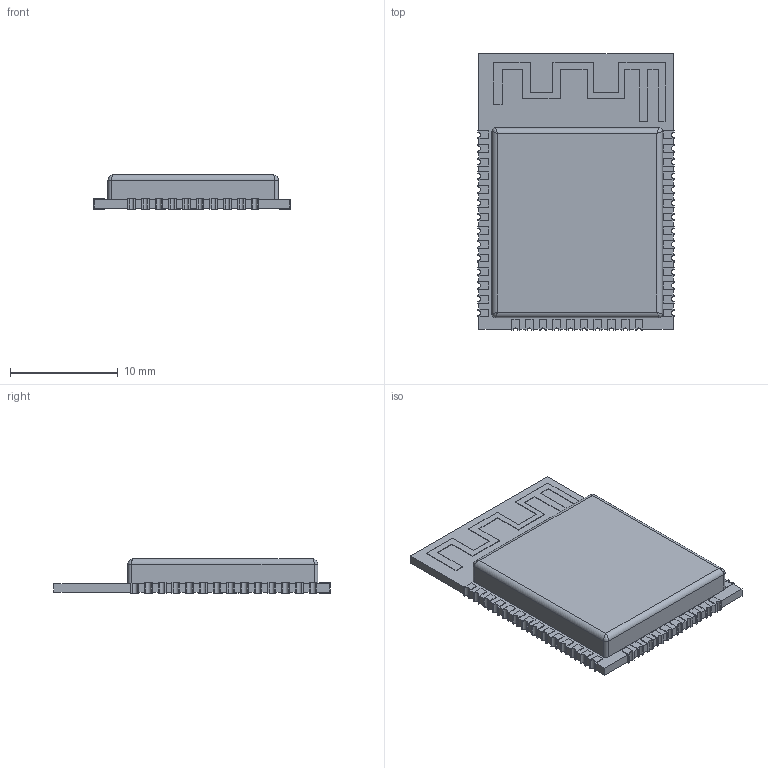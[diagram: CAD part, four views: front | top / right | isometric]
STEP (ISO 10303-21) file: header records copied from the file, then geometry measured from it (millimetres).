
FILE_DESCRIPTION(/* description */ ('Unknown'),/* implementation_level */ '2;1');
FILE_NAME(/* name */ 'ESP32-WROOM-32E-N4',/* time_stamp */ '2023-07-11T14:10:55+02:00',/* author */ ('Unknown'),/* organization */ ('Unknown'),/* preprocessor_version */ 'ST-DEVELOPER v18.102',/* originating_system */ 'Solid Edge',/* authorisation */ 'Unknown');
FILE_SCHEMA (('AUTOMOTIVE_DESIGN {1 0 10303 214 3 1 1}'));
Length unit declared in the file: millimetre
Products named in the file (1): ESP32-WROOM-32E-N4
Bounding box: 18.19 x 25.59 x 3.2 mm (x, y, z)
Volume: 1008.2 mm3; surface area: 1167.5 mm2
Topology: 1 solids, 1 shells, 477 faces, 1384 edges, 916 vertices
Faces by surface type: plane 427, cylinder 46, bspline 4
Entity records: 18849 total; most frequent: CARTESIAN_POINT 2842, ORIENTED_EDGE 2760, DIRECTION 2420, EDGE_CURVE 1380, LINE 1288, VECTOR 1288, VERTEX_POINT 916, AXIS2_PLACEMENT_3D 566
